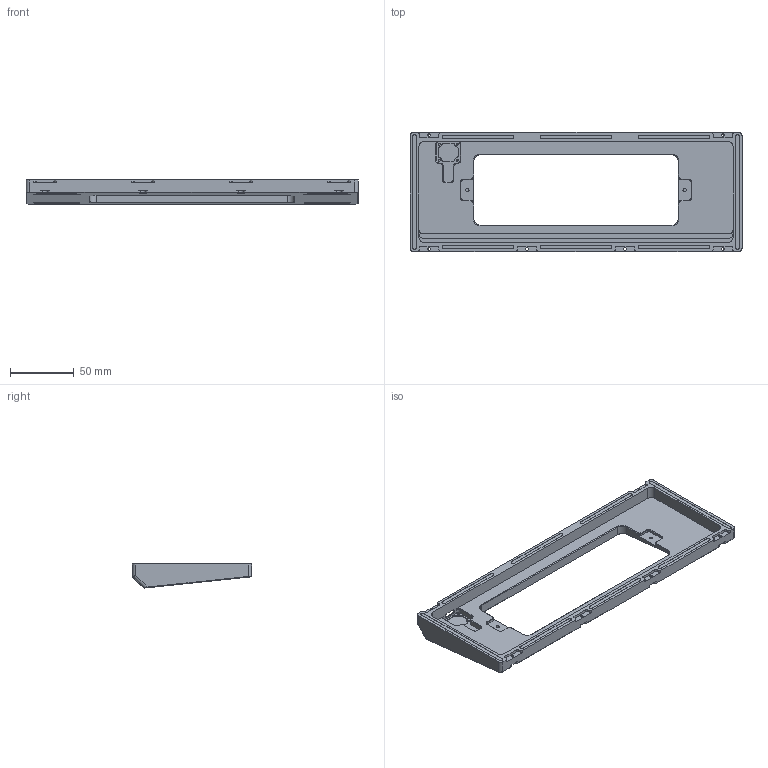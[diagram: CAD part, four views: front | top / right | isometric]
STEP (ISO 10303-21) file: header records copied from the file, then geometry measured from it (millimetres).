
FILE_DESCRIPTION(/* description */ (''),/* implementation_level */ '2;1');
FILE_NAME(/* name */ 'pegasus_btm.step',/* time_stamp */ '2022-02-28T18:39:37-08:00',/* author */ (''),/* organization */ (''),/* preprocessor_version */ 'ST-DEVELOPER v18.1',/* originating_system */ 'Autodesk Translation Framework v10.13.0.1454',/* authorisation */ '');
FILE_SCHEMA (('AUTOMOTIVE_DESIGN { 1 0 10303 214 3 1 1 }'));
Length unit declared in the file: millimetre
Products named in the file (1): Bottom
Bounding box: 259.84 x 93.15 x 18.81 mm (x, y, z)
Volume: 108863.6 mm3; surface area: 49044.4 mm2
Topology: 1 solids, 1 shells, 385 faces, 999 edges, 636 vertices
Faces by surface type: plane 179, cylinder 136, bspline 40, cone 30
Full cylindrical faces by diameter (mm): 1.623 x4, 2.15 x6, 2.529 x2
Entity records: 12685 total; most frequent: CARTESIAN_POINT 3253, ORIENTED_EDGE 1998, DIRECTION 1889, EDGE_CURVE 999, VERTEX_POINT 636, AXIS2_PLACEMENT_3D 632, LINE 625, VECTOR 625
